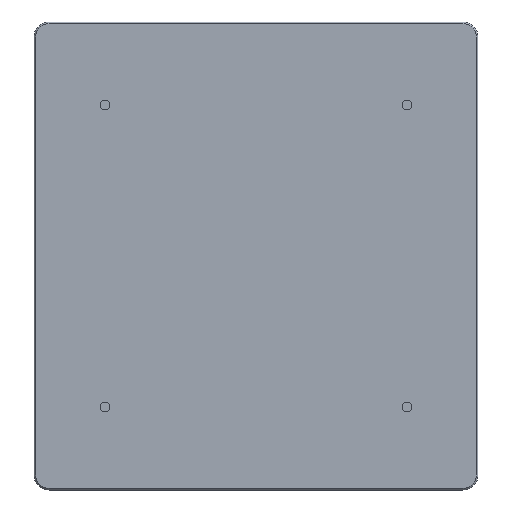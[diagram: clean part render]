
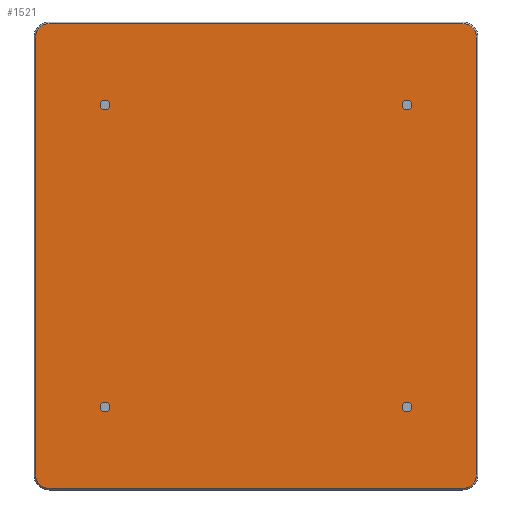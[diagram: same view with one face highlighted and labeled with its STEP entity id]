
A CAD part, front view. The second image highlights one B-rep face of the part: STEP entity #1521.
In plain terms, the highlighted planar face has unit normal (0, -1, 0).
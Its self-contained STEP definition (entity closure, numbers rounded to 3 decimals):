
#19=FACE_BOUND('',#334,.T.);
#20=FACE_BOUND('',#335,.T.);
#21=FACE_BOUND('',#336,.T.);
#22=FACE_BOUND('',#337,.T.);
#84=CIRCLE('',#1622,4.5);
#86=CIRCLE('',#1626,4.5);
#88=CIRCLE('',#1630,4.5);
#90=CIRCLE('',#1634,4.5);
#103=CIRCLE('',#1652,1.621);
#104=CIRCLE('',#1653,1.621);
#105=CIRCLE('',#1654,1.621);
#106=CIRCLE('',#1655,1.621);
#107=CIRCLE('',#1656,1.621);
#108=CIRCLE('',#1657,1.621);
#109=CIRCLE('',#1658,1.621);
#110=CIRCLE('',#1659,1.621);
#239=FACE_OUTER_BOUND('',#333,.T.);
#333=EDGE_LOOP('',(#1067,#1068,#1069,#1070,#1071,#1072,#1073,#1074));
#334=EDGE_LOOP('',(#1075,#1076));
#335=EDGE_LOOP('',(#1077,#1078));
#336=EDGE_LOOP('',(#1079,#1080));
#337=EDGE_LOOP('',(#1081,#1082));
#436=LINE('',#2405,#524);
#441=LINE('',#2419,#529);
#445=LINE('',#2431,#533);
#449=LINE('',#2443,#537);
#524=VECTOR('',#1854,10.);
#529=VECTOR('',#1867,10.);
#533=VECTOR('',#1879,10.);
#537=VECTOR('',#1891,10.);
#612=VERTEX_POINT('',#2402);
#613=VERTEX_POINT('',#2404);
#616=VERTEX_POINT('',#2412);
#618=VERTEX_POINT('',#2417);
#620=VERTEX_POINT('',#2424);
#622=VERTEX_POINT('',#2429);
#624=VERTEX_POINT('',#2436);
#626=VERTEX_POINT('',#2441);
#644=VERTEX_POINT('',#2491);
#645=VERTEX_POINT('',#2492);
#646=VERTEX_POINT('',#2495);
#647=VERTEX_POINT('',#2496);
#648=VERTEX_POINT('',#2499);
#649=VERTEX_POINT('',#2500);
#650=VERTEX_POINT('',#2503);
#651=VERTEX_POINT('',#2504);
#780=EDGE_CURVE('',#612,#613,#436,.T.);
#785=EDGE_CURVE('',#616,#612,#84,.T.);
#787=EDGE_CURVE('',#618,#616,#441,.T.);
#791=EDGE_CURVE('',#620,#618,#86,.T.);
#793=EDGE_CURVE('',#622,#620,#445,.T.);
#797=EDGE_CURVE('',#624,#622,#88,.T.);
#799=EDGE_CURVE('',#626,#624,#449,.T.);
#802=EDGE_CURVE('',#613,#626,#90,.T.);
#824=EDGE_CURVE('',#644,#645,#103,.T.);
#825=EDGE_CURVE('',#645,#644,#104,.T.);
#826=EDGE_CURVE('',#646,#647,#105,.T.);
#827=EDGE_CURVE('',#647,#646,#106,.T.);
#828=EDGE_CURVE('',#648,#649,#107,.T.);
#829=EDGE_CURVE('',#649,#648,#108,.T.);
#830=EDGE_CURVE('',#650,#651,#109,.T.);
#831=EDGE_CURVE('',#651,#650,#110,.T.);
#1067=ORIENTED_EDGE('',*,*,#780,.F.);
#1068=ORIENTED_EDGE('',*,*,#785,.F.);
#1069=ORIENTED_EDGE('',*,*,#787,.F.);
#1070=ORIENTED_EDGE('',*,*,#791,.F.);
#1071=ORIENTED_EDGE('',*,*,#793,.F.);
#1072=ORIENTED_EDGE('',*,*,#797,.F.);
#1073=ORIENTED_EDGE('',*,*,#799,.F.);
#1074=ORIENTED_EDGE('',*,*,#802,.F.);
#1075=ORIENTED_EDGE('',*,*,#824,.T.);
#1076=ORIENTED_EDGE('',*,*,#825,.T.);
#1077=ORIENTED_EDGE('',*,*,#826,.T.);
#1078=ORIENTED_EDGE('',*,*,#827,.T.);
#1079=ORIENTED_EDGE('',*,*,#828,.T.);
#1080=ORIENTED_EDGE('',*,*,#829,.T.);
#1081=ORIENTED_EDGE('',*,*,#830,.T.);
#1082=ORIENTED_EDGE('',*,*,#831,.T.);
#1469=PLANE('',#1651);
#1521=ADVANCED_FACE('',(#239,#19,#20,#21,#22),#1469,.T.);
#1622=AXIS2_PLACEMENT_3D('',#2414,#1862,#1863);
#1626=AXIS2_PLACEMENT_3D('',#2426,#1874,#1875);
#1630=AXIS2_PLACEMENT_3D('',#2438,#1886,#1887);
#1634=AXIS2_PLACEMENT_3D('',#2447,#1897,#1898);
#1651=AXIS2_PLACEMENT_3D('',#2490,#1940,#1941);
#1652=AXIS2_PLACEMENT_3D('',#2493,#1942,#1943);
#1653=AXIS2_PLACEMENT_3D('',#2494,#1944,#1945);
#1654=AXIS2_PLACEMENT_3D('',#2497,#1946,#1947);
#1655=AXIS2_PLACEMENT_3D('',#2498,#1948,#1949);
#1656=AXIS2_PLACEMENT_3D('',#2501,#1950,#1951);
#1657=AXIS2_PLACEMENT_3D('',#2502,#1952,#1953);
#1658=AXIS2_PLACEMENT_3D('',#2505,#1954,#1955);
#1659=AXIS2_PLACEMENT_3D('',#2506,#1956,#1957);
#1854=DIRECTION('',(0.,0.,-1.));
#1862=DIRECTION('center_axis',(0.,1.,0.));
#1863=DIRECTION('ref_axis',(0.707,0.,0.707));
#1867=DIRECTION('',(1.,0.,0.));
#1874=DIRECTION('center_axis',(0.,1.,0.));
#1875=DIRECTION('ref_axis',(-0.707,0.,0.707));
#1879=DIRECTION('',(0.,0.,1.));
#1886=DIRECTION('center_axis',(0.,1.,0.));
#1887=DIRECTION('ref_axis',(-0.707,0.,-0.707));
#1891=DIRECTION('',(-1.,0.,0.));
#1897=DIRECTION('center_axis',(0.,1.,0.));
#1898=DIRECTION('ref_axis',(0.707,0.,-0.707));
#1940=DIRECTION('center_axis',(0.,-1.,0.));
#1941=DIRECTION('ref_axis',(0.,0.,-1.));
#1942=DIRECTION('center_axis',(0.,1.,0.));
#1943=DIRECTION('ref_axis',(1.,0.,0.));
#1944=DIRECTION('center_axis',(0.,1.,0.));
#1945=DIRECTION('ref_axis',(1.,0.,0.));
#1946=DIRECTION('center_axis',(0.,1.,0.));
#1947=DIRECTION('ref_axis',(0.,0.,-1.));
#1948=DIRECTION('center_axis',(0.,1.,0.));
#1949=DIRECTION('ref_axis',(0.,0.,-1.));
#1950=DIRECTION('center_axis',(0.,1.,0.));
#1951=DIRECTION('ref_axis',(-1.,0.,0.));
#1952=DIRECTION('center_axis',(0.,1.,0.));
#1953=DIRECTION('ref_axis',(-1.,0.,0.));
#1954=DIRECTION('center_axis',(0.,1.,0.));
#1955=DIRECTION('ref_axis',(0.,0.,1.));
#1956=DIRECTION('center_axis',(0.,1.,0.));
#1957=DIRECTION('ref_axis',(0.,0.,1.));
#2402=CARTESIAN_POINT('',(73.,-7.,72.5));
#2404=CARTESIAN_POINT('',(73.,-7.,-72.5));
#2405=CARTESIAN_POINT('',(73.,-7.,38.75));
#2412=CARTESIAN_POINT('',(68.5,-7.,77.));
#2414=CARTESIAN_POINT('Origin',(68.5,-7.,72.5));
#2417=CARTESIAN_POINT('',(-68.5,-7.,77.));
#2419=CARTESIAN_POINT('',(-36.75,-7.,77.));
#2424=CARTESIAN_POINT('',(-73.,-7.,72.5));
#2426=CARTESIAN_POINT('Origin',(-68.5,-7.,72.5));
#2429=CARTESIAN_POINT('',(-73.,-7.,-72.5));
#2431=CARTESIAN_POINT('',(-73.,-7.,-38.75));
#2436=CARTESIAN_POINT('',(-68.5,-7.,-77.));
#2438=CARTESIAN_POINT('Origin',(-68.5,-7.,-72.5));
#2441=CARTESIAN_POINT('',(68.5,-7.,-77.));
#2443=CARTESIAN_POINT('',(36.75,-7.,-77.));
#2447=CARTESIAN_POINT('Origin',(68.5,-7.,-72.5));
#2490=CARTESIAN_POINT('Origin',(0.,-7.,0.));
#2491=CARTESIAN_POINT('',(-48.379,-7.,-50.));
#2492=CARTESIAN_POINT('',(-51.621,-7.,-50.));
#2493=CARTESIAN_POINT('Origin',(-50.,-7.,-50.));
#2494=CARTESIAN_POINT('Origin',(-50.,-7.,-50.));
#2495=CARTESIAN_POINT('',(-50.,-7.,48.379));
#2496=CARTESIAN_POINT('',(-50.,-7.,51.621));
#2497=CARTESIAN_POINT('Origin',(-50.,-7.,50.));
#2498=CARTESIAN_POINT('Origin',(-50.,-7.,50.));
#2499=CARTESIAN_POINT('',(48.379,-7.,50.));
#2500=CARTESIAN_POINT('',(51.621,-7.,50.));
#2501=CARTESIAN_POINT('Origin',(50.,-7.,50.));
#2502=CARTESIAN_POINT('Origin',(50.,-7.,50.));
#2503=CARTESIAN_POINT('',(50.,-7.,-48.379));
#2504=CARTESIAN_POINT('',(50.,-7.,-51.621));
#2505=CARTESIAN_POINT('Origin',(50.,-7.,-50.));
#2506=CARTESIAN_POINT('Origin',(50.,-7.,-50.));
